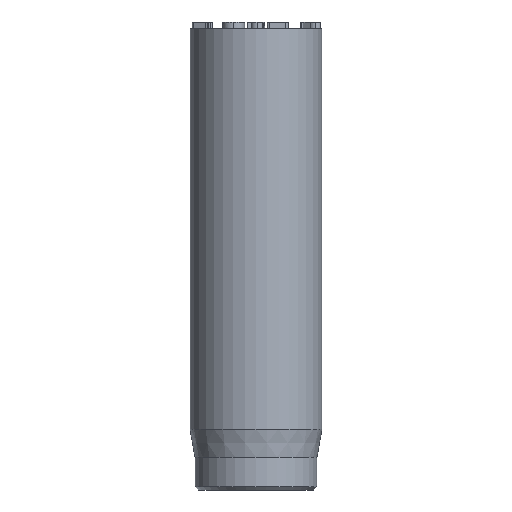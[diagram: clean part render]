
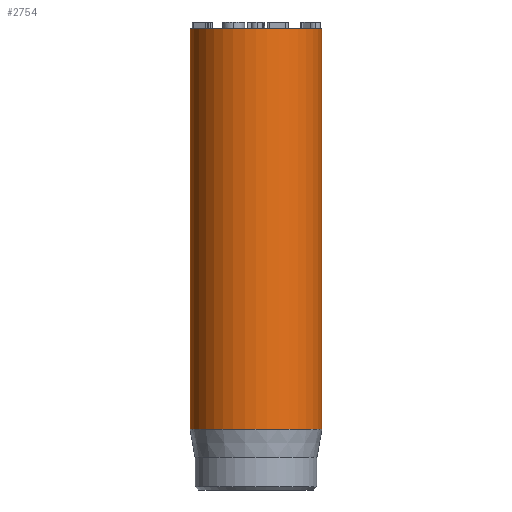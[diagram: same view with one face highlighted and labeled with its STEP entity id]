
A CAD part, front view. The second image highlights one B-rep face of the part: STEP entity #2754.
In plain terms, the highlighted cylindrical face has radius 2 mm (diameter 4 mm), a full revolution.
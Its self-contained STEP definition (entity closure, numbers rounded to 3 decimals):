
#64=CIRCLE('',#2923,2.);
#65=CIRCLE('',#2924,2.);
#66=CIRCLE('',#2926,2.);
#88=CYLINDRICAL_SURFACE('',#2925,2.);
#240=FACE_OUTER_BOUND('',#396,.T.);
#396=EDGE_LOOP('',(#2193,#2194,#2195,#2196,#2197));
#603=LINE('',#4664,#823);
#823=VECTOR('',#3231,2.);
#1239=VERTEX_POINT('',#4656);
#1240=VERTEX_POINT('',#4657);
#1241=VERTEX_POINT('',#4662);
#1599=EDGE_CURVE('',#1239,#1240,#64,.T.);
#1600=EDGE_CURVE('',#1240,#1239,#65,.T.);
#1602=EDGE_CURVE('',#1241,#1241,#66,.T.);
#1603=EDGE_CURVE('',#1241,#1239,#603,.T.);
#2193=ORIENTED_EDGE('',*,*,#1602,.T.);
#2194=ORIENTED_EDGE('',*,*,#1603,.T.);
#2195=ORIENTED_EDGE('',*,*,#1599,.T.);
#2196=ORIENTED_EDGE('',*,*,#1600,.T.);
#2197=ORIENTED_EDGE('',*,*,#1603,.F.);
#2754=ADVANCED_FACE('',(#240),#88,.T.);
#2923=AXIS2_PLACEMENT_3D('',#4658,#3222,#3223);
#2924=AXIS2_PLACEMENT_3D('',#4659,#3224,#3225);
#2925=AXIS2_PLACEMENT_3D('',#4661,#3227,#3228);
#2926=AXIS2_PLACEMENT_3D('',#4663,#3229,#3230);
#3222=DIRECTION('center_axis',(0.,0.,1.));
#3223=DIRECTION('ref_axis',(-1.,0.,0.));
#3224=DIRECTION('center_axis',(0.,0.,1.));
#3225=DIRECTION('ref_axis',(-1.,0.,0.));
#3227=DIRECTION('center_axis',(0.,0.,1.));
#3228=DIRECTION('ref_axis',(-1.,0.,0.));
#3229=DIRECTION('center_axis',(0.,0.,-1.));
#3230=DIRECTION('ref_axis',(-1.,0.,0.));
#3231=DIRECTION('',(0.,0.,-1.));
#4656=CARTESIAN_POINT('',(2.,0.,1.851));
#4657=CARTESIAN_POINT('',(-2.,0.,1.851));
#4658=CARTESIAN_POINT('Origin',(0.,0.,1.851));
#4659=CARTESIAN_POINT('Origin',(0.,0.,1.851));
#4661=CARTESIAN_POINT('Origin',(0.,0.,0.));
#4662=CARTESIAN_POINT('',(2.,0.,14.));
#4663=CARTESIAN_POINT('Origin',(0.,0.,14.));
#4664=CARTESIAN_POINT('',(2.,0.,0.));
